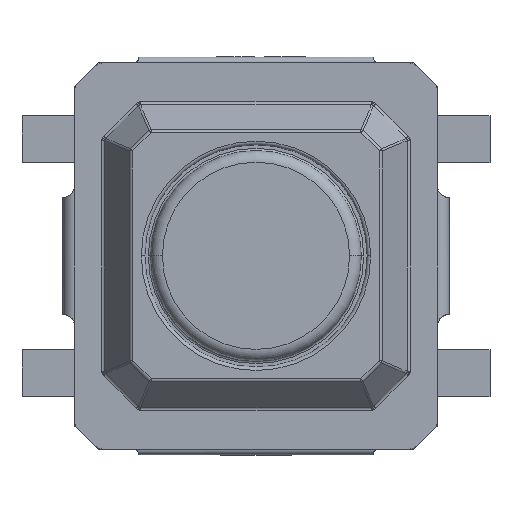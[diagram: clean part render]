
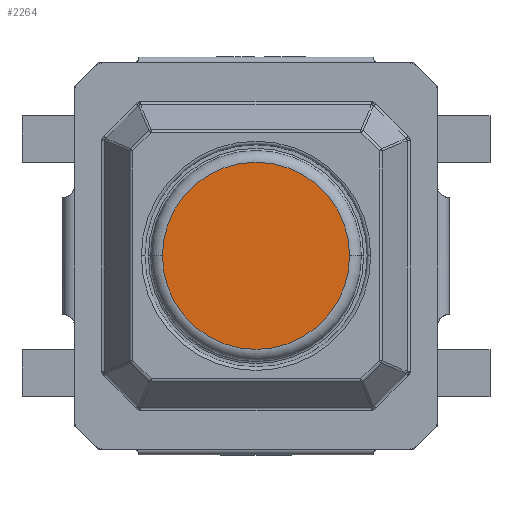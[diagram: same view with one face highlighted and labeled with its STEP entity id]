
A CAD part, top view. The second image highlights one B-rep face of the part: STEP entity #2264.
In plain terms, the highlighted planar face has unit normal (0, 0, 1).
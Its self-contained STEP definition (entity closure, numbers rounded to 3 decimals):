
#857 = CARTESIAN_POINT ( 'NONE',  ( -0.8, 0., 1.5 ) ) ;
#2264 = ADVANCED_FACE ( 'NONE', ( #7065 ), #17567, .T. ) ;
#2863 = DIRECTION ( 'NONE',  ( 1., 0., 0. ) ) ;
#3696 = AXIS2_PLACEMENT_3D ( 'NONE', #15244, #22193, #2863 ) ;
#4772 = EDGE_CURVE ( 'NONE', #14634, #9862, #6274, .T. ) ;
#5319 = CARTESIAN_POINT ( 'NONE',  ( 0., 0., 1.5 ) ) ;
#5655 = DIRECTION ( 'NONE',  ( 1., 0., 0. ) ) ;
#6274 = CIRCLE ( 'NONE', #3696, 0.8 ) ;
#6932 = DIRECTION ( 'NONE',  ( 1., 0., 0. ) ) ;
#7065 = FACE_OUTER_BOUND ( 'NONE', #8114, .T. ) ;
#7953 = EDGE_CURVE ( 'NONE', #9862, #14634, #16430, .T. ) ;
#8114 = EDGE_LOOP ( 'NONE', ( #9028, #9073 ) ) ;
#8734 = DIRECTION ( 'NONE',  ( 0., 0., 1. ) ) ;
#9028 = ORIENTED_EDGE ( 'NONE', *, *, #7953, .T. ) ;
#9073 = ORIENTED_EDGE ( 'NONE', *, *, #4772, .T. ) ;
#9862 = VERTEX_POINT ( 'NONE', #17900 ) ;
#12926 = AXIS2_PLACEMENT_3D ( 'NONE', #5319, #17355, #5655 ) ;
#14634 = VERTEX_POINT ( 'NONE', #857 ) ;
#15244 = CARTESIAN_POINT ( 'NONE',  ( 0., 0., 1.5 ) ) ;
#16430 = CIRCLE ( 'NONE', #16799, 0.8 ) ;
#16799 = AXIS2_PLACEMENT_3D ( 'NONE', #19229, #8734, #6932 ) ;
#17355 = DIRECTION ( 'NONE',  ( 0., 0., 1. ) ) ;
#17567 = PLANE ( 'NONE',  #12926 ) ;
#17900 = CARTESIAN_POINT ( 'NONE',  ( 0.8, 0., 1.5 ) ) ;
#19229 = CARTESIAN_POINT ( 'NONE',  ( 0., 0., 1.5 ) ) ;
#22193 = DIRECTION ( 'NONE',  ( 0., 0., 1. ) ) ;
